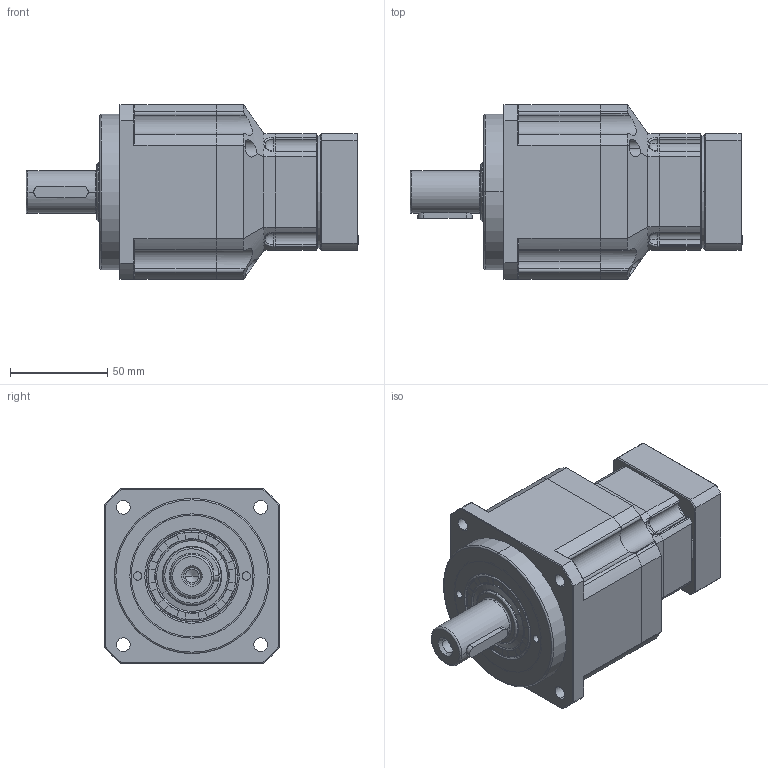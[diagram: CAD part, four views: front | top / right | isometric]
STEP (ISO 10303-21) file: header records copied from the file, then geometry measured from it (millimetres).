
FILE_DESCRIPTION (( 'STEP AP203' ), '1' );
FILE_NAME ('FAB090D-L2-11-50-70-M4-34.STEP', '2021-05-04T06:53:32', ( '微软用户' ), ( '微软中国' ), 'SwSTEP 2.0', 'SolidWorks 2016', '' );
FILE_SCHEMA (( 'CONFIG_CONTROL_DESIGN' ));
Length unit declared in the file: millimetre
Products named in the file (15): 输出内齿圈壳体FAB090D_1; 11-镂空输入法兰FAB060D-50-70-M4; 隅弇覃淕杶FAB090D_1_1; 怀堤俴陎殤FAB090D_1; 蚐猾30476_1_1; 楊擘耜謂蹟佪M10_1; A倰す瑩 6-28_8_1; M5-12樓粟菜_1; 1-输入端壳体FAB060D_1; 输入调整套14-11; 输入太阳齿轮060D-14_2_1; 一级内齿圈壳体FAB060D; 坶踡遠18-37-12(1)_2_1; FAB090D-L2-11-50-70-M4-34; hexagon socket head cap screws gb_GB_FASTENER_SCREWS_HSHCS M4X16-N_1
Assembly tree (20 placements, depth 2):
  FAB090D-L2-11-50-70-M4-34
    隅弇覃淕杶FAB090D_1_1
    蚐猾30476_1_1
    A倰す瑩 6-28_8_1
    1-输入端壳体FAB060D_1
    输入太阳齿轮060D-14_2_1
    坶踡遠18-37-12(1)_2_1
    hexagon socket head cap screws gb_GB_FASTENER_SCREWS_HSHCS M4X16-N_1  x4
    输出内齿圈壳体FAB090D_1
    11-镂空输入法兰FAB060D-50-70-M4
    怀堤俴陎殤FAB090D_1
    楊擘耜謂蹟佪M10_1
    M5-12樓粟菜_1  x4
    输入调整套14-11
    一级内齿圈壳体FAB060D
Bounding box: 171 x 90 x 90 mm (x, y, z)
Volume: 660060.2 mm3; surface area: 125340.9 mm2
Topology: 17 solids, 25 shells, 1189 faces, 2917 edges, 1789 vertices
Faces by surface type: cylinder 420, plane 350, cone 201, torus 148, bspline 62, sphere 8
Entity records: 39593 total; most frequent: CARTESIAN_POINT 13577, DIRECTION 5331, ORIENTED_EDGE 4965, EDGE_CURVE 2486, AXIS2_PLACEMENT_3D 2196, VERTEX_POINT 1554, CIRCLE 1198, EDGE_LOOP 1141
